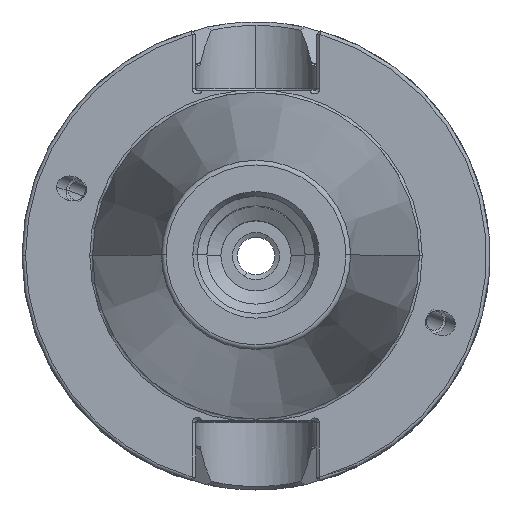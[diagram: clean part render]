
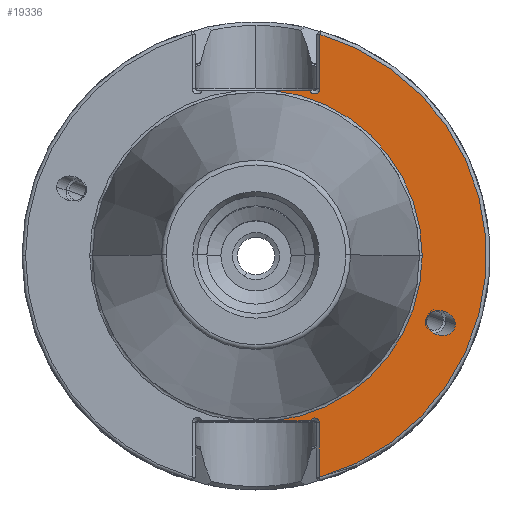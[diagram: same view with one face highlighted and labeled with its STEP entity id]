
A CAD part, top view. The second image highlights one B-rep face of the part: STEP entity #19336.
In plain terms, the highlighted planar face has unit normal (0, 0, 1).
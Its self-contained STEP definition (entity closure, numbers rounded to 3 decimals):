
#213 = DIRECTION ( 'NONE',  ( -1., 0., 0. ) ) ;
#758 = DIRECTION ( 'NONE',  ( 0., -1., 0. ) ) ;
#809 = CARTESIAN_POINT ( 'NONE',  ( 3.763, -35.3, -3. ) ) ;
#1342 = CARTESIAN_POINT ( 'NONE',  ( 3.763, 35.3, -3. ) ) ;
#1738 = CIRCLE ( 'NONE', #18835, 35.5 ) ;
#1818 = VERTEX_POINT ( 'NONE', #4110 ) ;
#1882 = ORIENTED_EDGE ( 'NONE', *, *, #5767, .F. ) ;
#2357 =( BOUNDED_CURVE ( )  B_SPLINE_CURVE ( 3, ( #3629, #12075, #5285, #17101 ),
 .UNSPECIFIED., .F., .F. ) 
 B_SPLINE_CURVE_WITH_KNOTS ( ( 4, 4 ),
 ( 2.852, 5.993 ),
 .UNSPECIFIED. ) 
 CURVE ( )  GEOMETRIC_REPRESENTATION_ITEM ( )  RATIONAL_B_SPLINE_CURVE ( ( 1., 0.333, 0.333, 1. ) ) 
 REPRESENTATION_ITEM ( '' )  );
#2484 = LINE ( 'NONE', #10335, #15380 ) ;
#2538 = CARTESIAN_POINT ( 'NONE',  ( 13.65, 47.308, -3. ) ) ;
#2660 = VERTEX_POINT ( 'NONE', #2538 ) ;
#2814 = VERTEX_POINT ( 'NONE', #21539 ) ;
#3629 = CARTESIAN_POINT ( 'NONE',  ( 36.355, -14.023, -3. ) ) ;
#3756 = DIRECTION ( 'NONE',  ( 0., 0., -1. ) ) ;
#3860 = ORIENTED_EDGE ( 'NONE', *, *, #17550, .T. ) ;
#4110 = CARTESIAN_POINT ( 'NONE',  ( 42.579, -14.707, -3. ) ) ;
#4918 = CARTESIAN_POINT ( 'NONE',  ( 0., 0., -3. ) ) ;
#4928 = EDGE_CURVE ( 'NONE', #2660, #15876, #5170, .T. ) ;
#5170 = LINE ( 'NONE', #7441, #13663 ) ;
#5285 = CARTESIAN_POINT ( 'NONE',  ( 42.579, -9.404, -3. ) ) ;
#5695 = EDGE_LOOP ( 'NONE', ( #20045, #19434, #17088, #10828, #14154, #8102, #1882, #15098, #6176 ) ) ;
#5767 = EDGE_CURVE ( 'NONE', #17594, #21509, #17253, .T. ) ;
#5835 = PLANE ( 'NONE',  #6782 ) ;
#6135 = CARTESIAN_POINT ( 'NONE',  ( 0., 0., -3. ) ) ;
#6176 = ORIENTED_EDGE ( 'NONE', *, *, #20719, .T. ) ;
#6222 = DIRECTION ( 'NONE',  ( 0., 0., -1. ) ) ;
#6259 = CARTESIAN_POINT ( 'NONE',  ( 36.355, -14.023, -3. ) ) ;
#6585 = DIRECTION ( 'NONE',  ( -1., 0., 0. ) ) ;
#6782 = AXIS2_PLACEMENT_3D ( 'NONE', #7620, #19416, #9358 ) ;
#7441 = CARTESIAN_POINT ( 'NONE',  ( 13.65, 35.675, -3. ) ) ;
#7620 = CARTESIAN_POINT ( 'NONE',  ( 0., 49.987, -3. ) ) ;
#7880 = DIRECTION ( 'NONE',  ( -1., 0., 0. ) ) ;
#7932 = CARTESIAN_POINT ( 'NONE',  ( 42.579, -14.707, -3. ) ) ;
#8102 = ORIENTED_EDGE ( 'NONE', *, *, #10518, .T. ) ;
#8706 = VERTEX_POINT ( 'NONE', #11633 ) ;
#8941 = EDGE_CURVE ( 'NONE', #2814, #1818, #2357, .T. ) ;
#9358 = DIRECTION ( 'NONE',  ( -1., 0., 0. ) ) ;
#9660 = CARTESIAN_POINT ( 'NONE',  ( 42.579, -20.01, -3. ) ) ;
#10166 = CARTESIAN_POINT ( 'NONE',  ( 0., 35.3, -3. ) ) ;
#10296 = DIRECTION ( 'NONE',  ( 0., 0., 1. ) ) ;
#10335 = CARTESIAN_POINT ( 'NONE',  ( 0., -35.3, -3. ) ) ;
#10518 = EDGE_CURVE ( 'NONE', #15876, #21509, #16243, .T. ) ;
#10606 = VERTEX_POINT ( 'NONE', #18138 ) ;
#10653 = LINE ( 'NONE', #19125, #15092 ) ;
#10756 = EDGE_CURVE ( 'NONE', #10606, #2660, #16512, .T. ) ;
#10828 = ORIENTED_EDGE ( 'NONE', *, *, #10756, .T. ) ;
#11099 = FACE_OUTER_BOUND ( 'NONE', #5695, .T. ) ;
#11407 = CIRCLE ( 'NONE', #20482, 35.5 ) ;
#11465 = CARTESIAN_POINT ( 'NONE',  ( 11.464, 35.3, -3. ) ) ;
#11633 = CARTESIAN_POINT ( 'NONE',  ( 13.544, -35.675, -3. ) ) ;
#11721 = AXIS2_PLACEMENT_3D ( 'NONE', #13848, #3756, #15510 ) ;
#12020 = VERTEX_POINT ( 'NONE', #809 ) ;
#12075 = CARTESIAN_POINT ( 'NONE',  ( 36.355, -8.72, -3. ) ) ;
#12585 = DIRECTION ( 'NONE',  ( 0., -1., 0. ) ) ;
#12868 = VERTEX_POINT ( 'NONE', #13402 ) ;
#12894 = AXIS2_PLACEMENT_3D ( 'NONE', #20320, #10296, #213 ) ;
#12921 = CARTESIAN_POINT ( 'NONE',  ( 35.5, 0., -3. ) ) ;
#13402 = CARTESIAN_POINT ( 'NONE',  ( 11.578, -35.3, -3. ) ) ;
#13663 = VECTOR ( 'NONE', #12585, 1000. ) ;
#13700 = DIRECTION ( 'NONE',  ( -1., 0., 0. ) ) ;
#13840 = EDGE_CURVE ( 'NONE', #12868, #12020, #2484, .T. ) ;
#13848 = CARTESIAN_POINT ( 'NONE',  ( 12.525, -35.675, -3. ) ) ;
#13999 = ORIENTED_EDGE ( 'NONE', *, *, #8941, .T. ) ;
#14154 = ORIENTED_EDGE ( 'NONE', *, *, #4928, .T. ) ;
#15092 = VECTOR ( 'NONE', #758, 1000. ) ;
#15098 = ORIENTED_EDGE ( 'NONE', *, *, #18827, .T. ) ;
#15125 = DIRECTION ( 'NONE',  ( 1., 0., 0. ) ) ;
#15380 = VECTOR ( 'NONE', #13700, 1000. ) ;
#15504 = AXIS2_PLACEMENT_3D ( 'NONE', #16348, #6222, #18063 ) ;
#15510 = DIRECTION ( 'NONE',  ( -1., 0., 0. ) ) ;
#15524 = FACE_BOUND ( 'NONE', #20633, .T. ) ;
#15876 = VERTEX_POINT ( 'NONE', #21689 ) ;
#16044 =( BOUNDED_CURVE ( )  B_SPLINE_CURVE ( 3, ( #7932, #9660, #16405, #6259 ),
 .UNSPECIFIED., .F., .F. ) 
 B_SPLINE_CURVE_WITH_KNOTS ( ( 4, 4 ),
 ( 5.993, 9.135 ),
 .UNSPECIFIED. ) 
 CURVE ( )  GEOMETRIC_REPRESENTATION_ITEM ( )  RATIONAL_B_SPLINE_CURVE ( ( 1., 0.333, 0.333, 1. ) ) 
 REPRESENTATION_ITEM ( '' )  );
#16243 = CIRCLE ( 'NONE', #15504, 1.125 ) ;
#16348 = CARTESIAN_POINT ( 'NONE',  ( 12.525, 35.675, -3. ) ) ;
#16405 = CARTESIAN_POINT ( 'NONE',  ( 36.355, -19.326, -3. ) ) ;
#16512 = CIRCLE ( 'NONE', #12894, 49.237 ) ;
#16717 = VECTOR ( 'NONE', #15125, 1000. ) ;
#16724 = DIRECTION ( 'NONE',  ( 0., 0., -1. ) ) ;
#17088 = ORIENTED_EDGE ( 'NONE', *, *, #17372, .T. ) ;
#17101 = CARTESIAN_POINT ( 'NONE',  ( 42.579, -14.707, -3. ) ) ;
#17253 = LINE ( 'NONE', #10166, #16717 ) ;
#17372 = EDGE_CURVE ( 'NONE', #8706, #10606, #10653, .T. ) ;
#17550 = EDGE_CURVE ( 'NONE', #1818, #2814, #16044, .T. ) ;
#17594 = VERTEX_POINT ( 'NONE', #1342 ) ;
#17974 = DIRECTION ( 'NONE',  ( 0., 0., -1. ) ) ;
#18063 = DIRECTION ( 'NONE',  ( -1., 0., 0. ) ) ;
#18138 = CARTESIAN_POINT ( 'NONE',  ( 13.544, -47.338, -3. ) ) ;
#18827 = EDGE_CURVE ( 'NONE', #17594, #19385, #11407, .T. ) ;
#18835 = AXIS2_PLACEMENT_3D ( 'NONE', #4918, #16724, #6585 ) ;
#19125 = CARTESIAN_POINT ( 'NONE',  ( 13.544, 49.987, -3. ) ) ;
#19333 = CIRCLE ( 'NONE', #11721, 1.019 ) ;
#19336 = ADVANCED_FACE ( 'NONE', ( #15524, #11099 ), #5835, .F. ) ;
#19385 = VERTEX_POINT ( 'NONE', #12921 ) ;
#19416 = DIRECTION ( 'NONE',  ( 0., 0., -1. ) ) ;
#19434 = ORIENTED_EDGE ( 'NONE', *, *, #20851, .T. ) ;
#20045 = ORIENTED_EDGE ( 'NONE', *, *, #13840, .F. ) ;
#20320 = CARTESIAN_POINT ( 'NONE',  ( 0., 0., -3. ) ) ;
#20482 = AXIS2_PLACEMENT_3D ( 'NONE', #6135, #17974, #7880 ) ;
#20633 = EDGE_LOOP ( 'NONE', ( #3860, #13999 ) ) ;
#20719 = EDGE_CURVE ( 'NONE', #19385, #12020, #1738, .T. ) ;
#20851 = EDGE_CURVE ( 'NONE', #12868, #8706, #19333, .T. ) ;
#21509 = VERTEX_POINT ( 'NONE', #11465 ) ;
#21539 = CARTESIAN_POINT ( 'NONE',  ( 36.355, -14.023, -3. ) ) ;
#21689 = CARTESIAN_POINT ( 'NONE',  ( 13.65, 35.675, -3. ) ) ;
